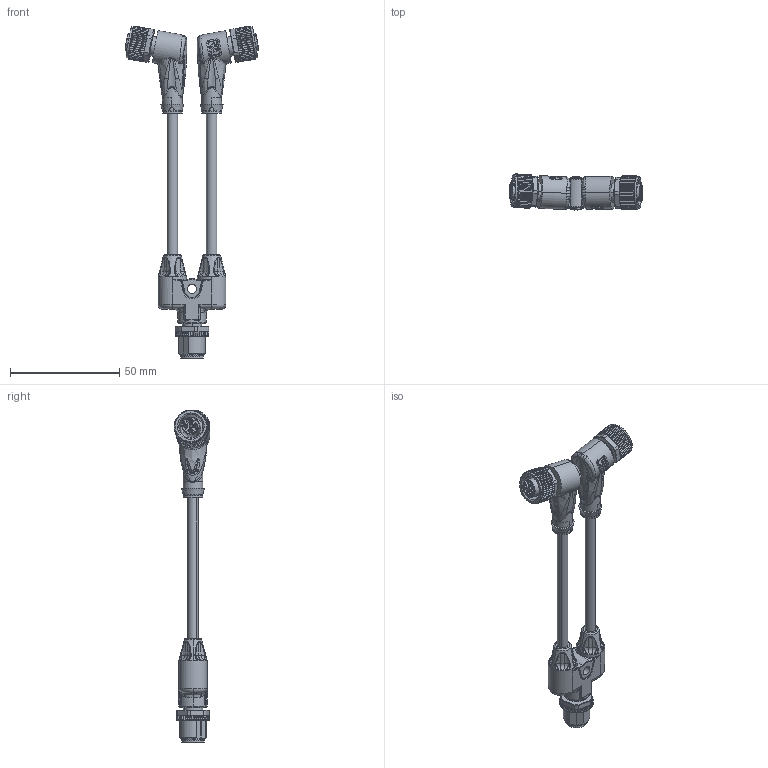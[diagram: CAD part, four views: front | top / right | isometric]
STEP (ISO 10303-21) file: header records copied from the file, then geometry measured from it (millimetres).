
FILE_DESCRIPTION((''),'2;1');
FILE_NAME('CAD-8803_ASM','2023-10-10T13:10:48',('creinig-se'),(''),'CREO PARAMETRIC BY PTC INC, 2022284','CREO PARAMETRIC BY PTC INC, 2022284','');
FILE_SCHEMA(('CONFIG_CONTROL_DESIGN','SHAPE_APPEARANCE_LAYERS_GROUPS'));
Length unit declared in the file: millimetre
Products named in the file (5): CAD-8803_KOPF2; CAD-8803_V1_W_HEAD_SW0001; CAD-8803_STECKER_SW0001; CAD-8803_KABEL; CAD-8803_ASM
Assembly tree (6 placements, depth 2):
  CAD-8803_ASM
    CAD-8803_KOPF2
    CAD-8803_V1_W_HEAD_SW0001  x2
    CAD-8803_STECKER_SW0001
    CAD-8803_KABEL  x2
Bounding box: 61.09 x 16.32 x 151.88 mm (x, y, z)
Volume: 23245.6 mm3; surface area: 17021 mm2
Topology: 10 solids, 10 shells, 3166 faces, 8127 edges, 5080 vertices
Faces by surface type: plane 1321, cylinder 783, torus 455, bspline 450, cone 117, extrusion 28, sphere 12
Entity records: 110951 total; most frequent: CARTESIAN_POINT 37974, ORIENTED_EDGE 11752, DIRECTION 10577, EDGE_CURVE 5876, AXIS2_PLACEMENT_3D 3860, VERTEX_POINT 3690, PRESENTATION_STYLE_ASSIGNMENT 3078, STYLED_ITEM 3078
